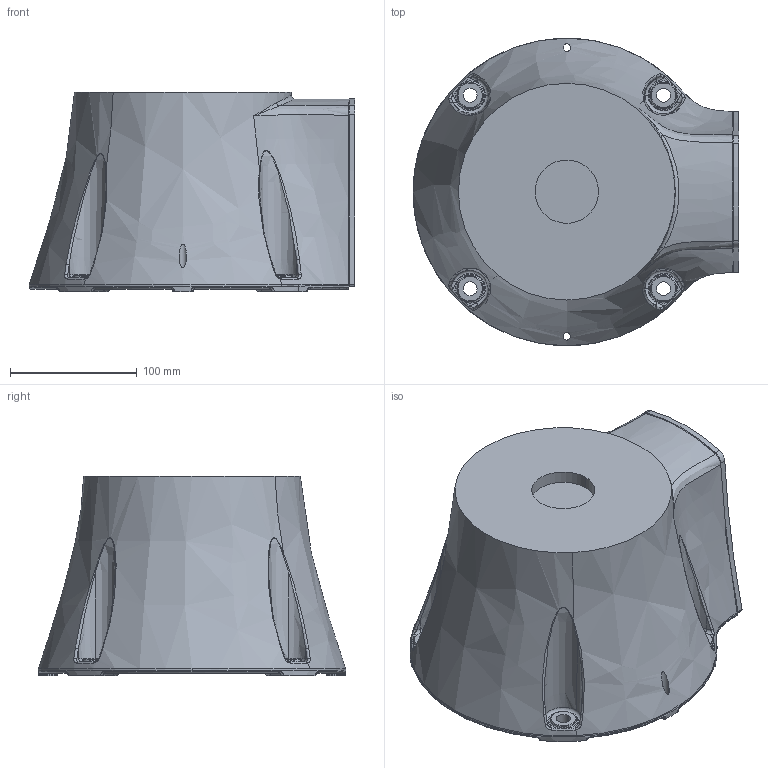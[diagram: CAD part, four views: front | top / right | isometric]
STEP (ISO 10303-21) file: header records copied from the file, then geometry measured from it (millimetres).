
FILE_DESCRIPTION (( 'STEP AP203' ), '1' );
FILE_NAME ('1_Default_sldprt.STEP', '2020-01-09T23:20:45', ( '' ), ( '' ), 'SwSTEP 2.0', 'SolidWorks 2019', '' );
FILE_SCHEMA (( 'CONFIG_CONTROL_DESIGN' ));
Length unit declared in the file: millimetre
Products named in the file (1): 1_Default_sldprt
Bounding box: 257.47 x 242.94 x 157.5 mm (x, y, z)
Volume: 5472954.5 mm3; surface area: 200899.6 mm2
Topology: 1 solids, 1 shells, 211 faces, 520 edges, 313 vertices
Faces by surface type: bspline 65, torus 44, cylinder 42, plane 35, cone 25
Entity records: 11637 total; most frequent: CARTESIAN_POINT 6959, ORIENTED_EDGE 1040, DIRECTION 894, EDGE_CURVE 520, AXIS2_PLACEMENT_3D 395, VERTEX_POINT 313, CIRCLE 248, EDGE_LOOP 225
